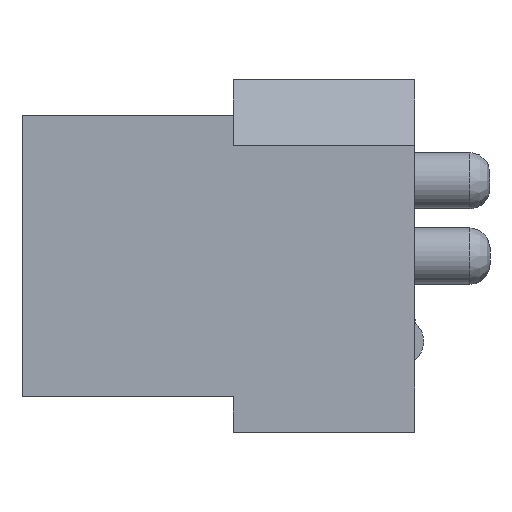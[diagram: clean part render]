
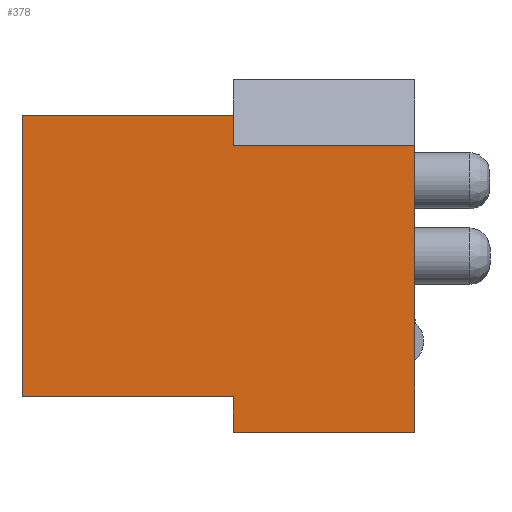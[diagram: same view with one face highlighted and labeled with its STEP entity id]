
A CAD part, left-side view. The second image highlights one B-rep face of the part: STEP entity #378.
In plain terms, the highlighted planar face has unit normal (-1, 0, 0).
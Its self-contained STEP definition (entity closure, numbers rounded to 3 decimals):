
#378 = ADVANCED_FACE( '', ( #2252 ), #2253, .F. );
#2252 = FACE_OUTER_BOUND( '', #5580, .T. );
#2253 = PLANE( '', #5581 );
#5580 = EDGE_LOOP( '', ( #10515, #10516, #10517, #10518, #10519, #10520, #10521, #10522 ) );
#5581 = AXIS2_PLACEMENT_3D( '', #10523, #10524, #10525 );
#10515 = ORIENTED_EDGE( '', *, *, #23431, .T. );
#10516 = ORIENTED_EDGE( '', *, *, #24197, .F. );
#10517 = ORIENTED_EDGE( '', *, *, #24198, .T. );
#10518 = ORIENTED_EDGE( '', *, *, #24139, .F. );
#10519 = ORIENTED_EDGE( '', *, *, #24156, .F. );
#10520 = ORIENTED_EDGE( '', *, *, #24199, .T. );
#10521 = ORIENTED_EDGE( '', *, *, #24200, .F. );
#10522 = ORIENTED_EDGE( '', *, *, #24201, .T. );
#10523 = CARTESIAN_POINT( '', ( -10.3, 3.6, -3.5 ) );
#10524 = DIRECTION( '', ( 1., 0., 0. ) );
#10525 = DIRECTION( '', ( 0., 0., -1. ) );
#23431 = EDGE_CURVE( '', #28387, #28385, #28388, .T. );
#24139 = EDGE_CURVE( '', #29597, #29599, #29600, .T. );
#24156 = EDGE_CURVE( '', #29624, #29597, #29626, .T. );
#24197 = EDGE_CURVE( '', #29668, #28385, #29670, .T. );
#24198 = EDGE_CURVE( '', #29668, #29599, #29671, .T. );
#24199 = EDGE_CURVE( '', #29624, #29672, #29673, .T. );
#24200 = EDGE_CURVE( '', #29674, #29672, #29675, .T. );
#24201 = EDGE_CURVE( '', #29674, #28387, #29676, .T. );
#28385 = VERTEX_POINT( '', #36636 );
#28387 = VERTEX_POINT( '', #36639 );
#28388 = LINE( '', #36640, #36641 );
#29597 = VERTEX_POINT( '', #38556 );
#29599 = VERTEX_POINT( '', #38559 );
#29600 = LINE( '', #38560, #38561 );
#29624 = VERTEX_POINT( '', #38600 );
#29626 = LINE( '', #38603, #38604 );
#29668 = VERTEX_POINT( '', #38685 );
#29670 = LINE( '', #38688, #38689 );
#29671 = LINE( '', #38690, #38691 );
#29672 = VERTEX_POINT( '', #38692 );
#29673 = LINE( '', #38693, #38694 );
#29674 = VERTEX_POINT( '', #38695 );
#29675 = LINE( '', #38696, #38697 );
#29676 = LINE( '', #38698, #38699 );
#36636 = CARTESIAN_POINT( '', ( -10.3, 0., 2.2 ) );
#36639 = CARTESIAN_POINT( '', ( -10.3, 0., -3.5 ) );
#36640 = CARTESIAN_POINT( '', ( -10.3, 0., -3.5 ) );
#36641 = VECTOR( '', #48779, 1000. );
#38556 = CARTESIAN_POINT( '', ( -10.3, 7.8, 2.8 ) );
#38559 = CARTESIAN_POINT( '', ( -10.3, 3.6, 2.8 ) );
#38560 = CARTESIAN_POINT( '', ( -10.3, 7.8, 2.8 ) );
#38561 = VECTOR( '', #49487, 1000. );
#38600 = CARTESIAN_POINT( '', ( -10.3, 7.8, -2.8 ) );
#38603 = CARTESIAN_POINT( '', ( -10.3, 7.8, -2.8 ) );
#38604 = VECTOR( '', #49504, 1000. );
#38685 = CARTESIAN_POINT( '', ( -10.3, 3.6, 2.2 ) );
#38688 = CARTESIAN_POINT( '', ( -10.3, 3.6, 2.2 ) );
#38689 = VECTOR( '', #49545, 1000. );
#38690 = CARTESIAN_POINT( '', ( -10.3, 3.6, -2.8 ) );
#38691 = VECTOR( '', #49546, 1000. );
#38692 = CARTESIAN_POINT( '', ( -10.3, 3.6, -2.8 ) );
#38693 = CARTESIAN_POINT( '', ( -10.3, 7.8, -2.8 ) );
#38694 = VECTOR( '', #49547, 1000. );
#38695 = CARTESIAN_POINT( '', ( -10.3, 3.6, -3.5 ) );
#38696 = CARTESIAN_POINT( '', ( -10.3, 3.6, -3.5 ) );
#38697 = VECTOR( '', #49548, 1000. );
#38698 = CARTESIAN_POINT( '', ( -10.3, 3.6, -3.5 ) );
#38699 = VECTOR( '', #49549, 1000. );
#48779 = DIRECTION( '', ( 0., 0., 1. ) );
#49487 = DIRECTION( '', ( 0., -1., 0. ) );
#49504 = DIRECTION( '', ( 0., 0., 1. ) );
#49545 = DIRECTION( '', ( 0., -1., 0. ) );
#49546 = DIRECTION( '', ( 0., 0., 1. ) );
#49547 = DIRECTION( '', ( 0., -1., 0. ) );
#49548 = DIRECTION( '', ( 0., 0., 1. ) );
#49549 = DIRECTION( '', ( 0., -1., 0. ) );
